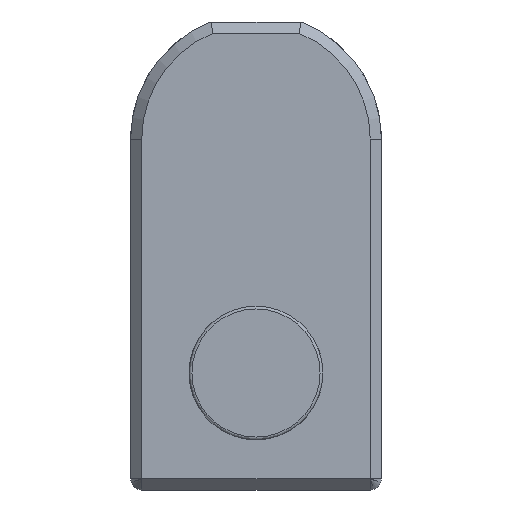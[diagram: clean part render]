
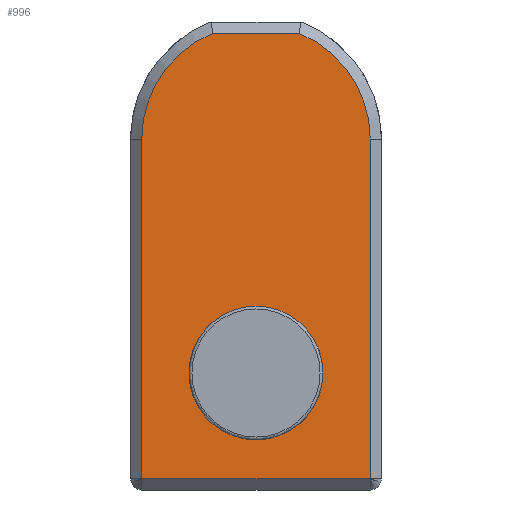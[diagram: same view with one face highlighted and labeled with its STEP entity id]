
A CAD part, front view. The second image highlights one B-rep face of the part: STEP entity #996.
In plain terms, the highlighted face is planar.
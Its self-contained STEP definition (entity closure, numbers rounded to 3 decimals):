
#639=CARTESIAN_POINT('',(-2.,39.0,-2.0));
#640=VERTEX_POINT('',#639);
#647=CARTESIAN_POINT('',(-43.,39.0,-2.0));
#648=VERTEX_POINT('',#647);
#649=CARTESIAN_POINT('',(-2.,39.0,-2.0));
#650=DIRECTION('',(-1.0,0.0,0.0));
#651=VECTOR('',#650,41.);
#652=LINE('',#649,#651);
#653=EDGE_CURVE('',#640,#648,#652,.T.);
#688=CARTESIAN_POINT('',(-43.,39.0,-63.));
#689=VERTEX_POINT('',#688);
#696=CARTESIAN_POINT('',(-30.197,39.0,-82.));
#697=VERTEX_POINT('',#696);
#698=CARTESIAN_POINT('',(-22.5,39.0,-63.));
#699=DIRECTION('',(0.0,-1.0,0.0));
#700=DIRECTION('',(-0.359,0.0,-0.933));
#701=AXIS2_PLACEMENT_3D('',#698,#699,#700);
#702=CIRCLE('',#701,20.5);
#703=EDGE_CURVE('',#689,#697,#702,.T.);
#728=CARTESIAN_POINT('',(-43.0,39.0,-2.0));
#729=DIRECTION('',(0.0,0.0,-1.0));
#730=VECTOR('',#729,61.);
#731=LINE('',#728,#730);
#732=EDGE_CURVE('',#648,#689,#731,.T.);
#749=CARTESIAN_POINT('',(-14.803,39.0,-82.0));
#750=VERTEX_POINT('',#749);
#751=CARTESIAN_POINT('',(-30.197,39.0,-82.));
#752=DIRECTION('',(1.0,0.0,0.0));
#753=VECTOR('',#752,15.395);
#754=LINE('',#751,#753);
#755=EDGE_CURVE('',#697,#750,#754,.T.);
#783=CARTESIAN_POINT('',(-2.,39.0,-63.));
#784=VERTEX_POINT('',#783);
#791=CARTESIAN_POINT('',(-2.,39.0,-63.));
#792=DIRECTION('',(0.0,0.0,1.0));
#793=VECTOR('',#792,61.);
#794=LINE('',#791,#793);
#795=EDGE_CURVE('',#784,#640,#794,.T.);
#819=CARTESIAN_POINT('',(-22.5,39.0,-63.));
#820=DIRECTION('',(0.0,-1.0,0.0));
#821=DIRECTION('',(-0.359,0.0,-0.933));
#822=AXIS2_PLACEMENT_3D('',#819,#820,#821);
#823=CIRCLE('',#822,20.5);
#824=EDGE_CURVE('',#750,#784,#823,.T.);
#972=CARTESIAN_POINT('',(-22.5,39.0,-29.237));
#973=DIRECTION('',(0.0,-1.0,0.0));
#974=DIRECTION('',(0.0,0.0,-1.0));
#975=AXIS2_PLACEMENT_3D('',#972,#973,#974);
#976=PLANE('',#975);
#977=ORIENTED_EDGE('',*,*,#703,.F.);
#978=ORIENTED_EDGE('',*,*,#732,.F.);
#979=ORIENTED_EDGE('',*,*,#653,.F.);
#980=ORIENTED_EDGE('',*,*,#795,.F.);
#981=ORIENTED_EDGE('',*,*,#824,.F.);
#982=ORIENTED_EDGE('',*,*,#755,.F.);
#983=EDGE_LOOP('',(#977,#978,#979,#980,#981,#982));
#984=FACE_OUTER_BOUND('',#983,.T.);
#985=CARTESIAN_POINT('',(-10.5,39.0,-21.0));
#986=VERTEX_POINT('',#985);
#987=CARTESIAN_POINT('',(-22.5,39.0,-21.0));
#988=DIRECTION('',(0.0,-1.0,0.0));
#989=DIRECTION('',(-1.0,0.0,0.0));
#990=AXIS2_PLACEMENT_3D('',#987,#988,#989);
#991=CIRCLE('',#990,12.);
#992=EDGE_CURVE('',#986,#986,#991,.T.);
#993=ORIENTED_EDGE('',*,*,#992,.T.);
#994=EDGE_LOOP('',(#993));
#995=FACE_BOUND('',#994,.T.);
#996=ADVANCED_FACE('',(#984,#995),#976,.F.);
